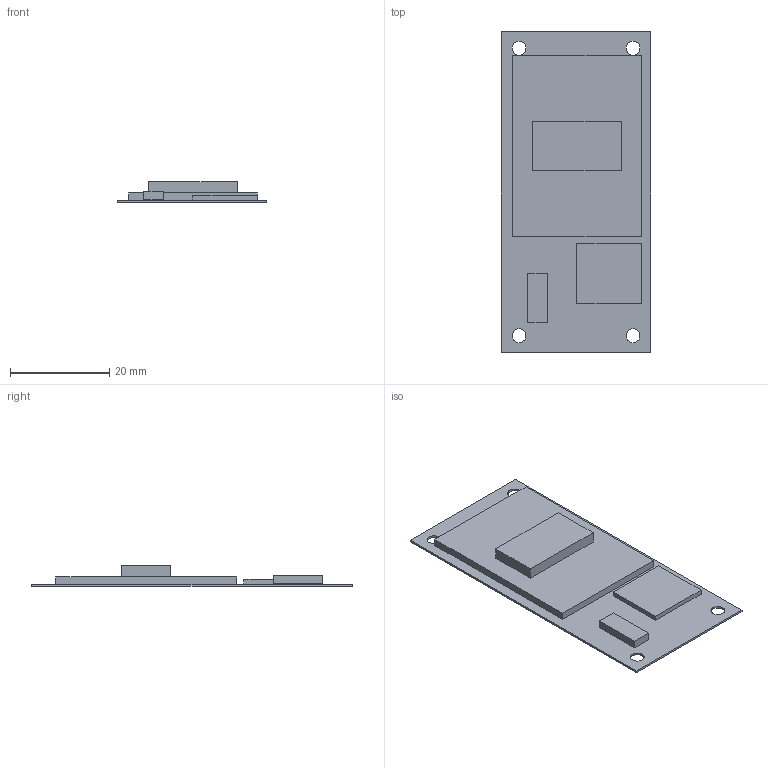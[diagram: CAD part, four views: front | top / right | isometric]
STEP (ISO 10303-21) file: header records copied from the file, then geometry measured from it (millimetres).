
FILE_DESCRIPTION(('Open CASCADE Model'),'2;1');
FILE_NAME('Open CASCADE Shape Model','2023-09-09T16:18:20',('Author'),( 'Open CASCADE'),'Open CASCADE STEP processor 7.5','Open CASCADE 7.5' ,'Unknown');
FILE_SCHEMA(('AUTOMOTIVE_DESIGN { 1 0 10303 214 1 1 1 1 }'));
Length unit declared in the file: millimetre
Products named in the file (11): PCB; Board; Open CASCADE STEP translator 7.5 1.1.1; SHT30; 6944198640; Extruded; U_; 6186077440; GPS; gps
Assembly tree (10 placements, depth 4):
  PCB
    Board
      Open CASCADE STEP translator 7.5 1.1.1
    SHT30
      6944198640
        Extruded
    U_
      6186077440
        Extruded
    GPS
      gps
Bounding box: 30.1 x 64.64 x 4.21 mm (x, y, z)
Volume: 2842.7 mm3; surface area: 6637.4 mm2
Topology: 4 solids, 4 shells, 41 faces, 96 edges, 64 vertices
Faces by surface type: plane 29, cylinder 12
Full cylindrical faces by diameter (mm): 0.762 x8, 2.8 x4
Entity records: 1539 total; most frequent: DIRECTION 224, CARTESIAN_POINT 212, ORIENTED_EDGE 192, EDGE_CURVE 96, AXIS2_PLACEMENT_3D 76, LINE 72, VECTOR 72, FACE_BOUND 66
